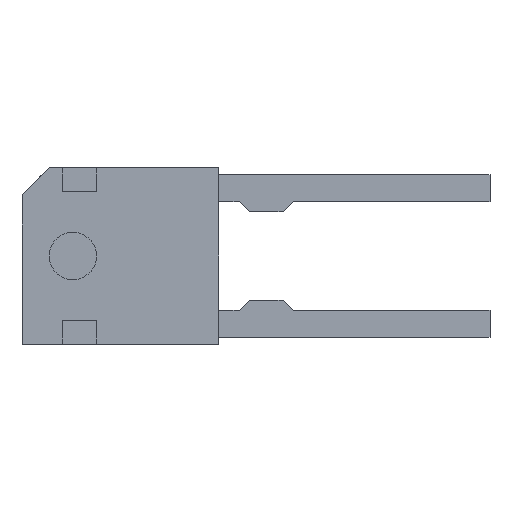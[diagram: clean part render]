
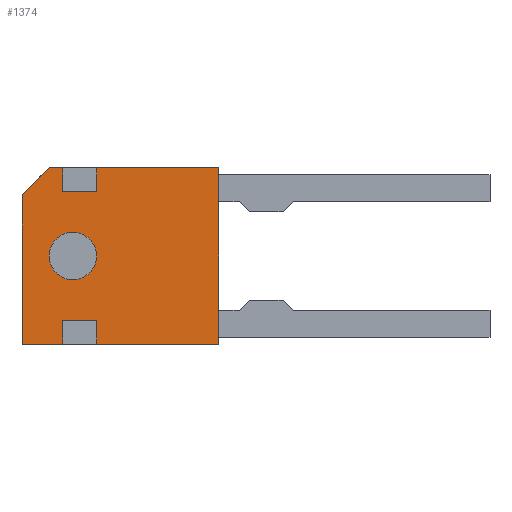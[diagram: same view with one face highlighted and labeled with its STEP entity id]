
A CAD part, left-side view. The second image highlights one B-rep face of the part: STEP entity #1374.
In plain terms, the highlighted planar face has unit normal (-1, 0, 0).
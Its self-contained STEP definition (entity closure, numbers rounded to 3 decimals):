
#7 = LINE ( 'NONE', #2026, #576 ) ;
#64 = CARTESIAN_POINT ( 'NONE',  ( -2.25, -1.45, 1.3 ) ) ;
#87 = VERTEX_POINT ( 'NONE', #2243 ) ;
#137 = CARTESIAN_POINT ( 'NONE',  ( -2.25, 0., 0. ) ) ;
#143 = EDGE_LOOP ( 'NONE', ( #1519, #2277 ) ) ;
#145 = ORIENTED_EDGE ( 'NONE', *, *, #3369, .T. ) ;
#226 = VERTEX_POINT ( 'NONE', #1746 ) ;
#231 = DIRECTION ( 'NONE',  ( 0., 0., -1. ) ) ;
#242 = CARTESIAN_POINT ( 'NONE',  ( -2.25, 0.85, 1.3 ) ) ;
#335 = VECTOR ( 'NONE', #2700, 1000. ) ;
#347 = ORIENTED_EDGE ( 'NONE', *, *, #2341, .T. ) ;
#349 = CARTESIAN_POINT ( 'NONE',  ( -2.25, 0.7, -0.35 ) ) ;
#358 = CIRCLE ( 'NONE', #3352, 0.35 ) ;
#362 = CARTESIAN_POINT ( 'NONE',  ( -2.25, 0.85, 1.3 ) ) ;
#475 = EDGE_LOOP ( 'NONE', ( #2143, #2496, #2086, #624, #3061, #1188, #2710, #1924, #347, #145, #1106, #1613, #1066 ) ) ;
#485 = EDGE_CURVE ( 'NONE', #630, #1595, #2956, .T. ) ;
#487 = DIRECTION ( 'NONE',  ( 1., 0., 0. ) ) ;
#496 = CARTESIAN_POINT ( 'NONE',  ( -2.25, 0.35, 1.3 ) ) ;
#506 = LINE ( 'NONE', #64, #784 ) ;
#539 = VECTOR ( 'NONE', #2760, 1000. ) ;
#550 = CARTESIAN_POINT ( 'NONE',  ( -2.25, -1.45, -1.3 ) ) ;
#567 = LINE ( 'NONE', #496, #1773 ) ;
#576 = VECTOR ( 'NONE', #1788, 1000. ) ;
#604 = CARTESIAN_POINT ( 'NONE',  ( -2.25, 0.85, 0.95 ) ) ;
#624 = ORIENTED_EDGE ( 'NONE', *, *, #2290, .F. ) ;
#630 = VERTEX_POINT ( 'NONE', #349 ) ;
#764 = EDGE_CURVE ( 'NONE', #1324, #2166, #567, .T. ) ;
#770 = CARTESIAN_POINT ( 'NONE',  ( -2.25, 0.35, -1.3 ) ) ;
#784 = VECTOR ( 'NONE', #1910, 1000. ) ;
#796 = VERTEX_POINT ( 'NONE', #2974 ) ;
#815 = VECTOR ( 'NONE', #2894, 1000. ) ;
#843 = VERTEX_POINT ( 'NONE', #604 ) ;
#860 = CARTESIAN_POINT ( 'NONE',  ( -2.25, 1.05, 1.3 ) ) ;
#903 = PLANE ( 'NONE',  #2541 ) ;
#915 = VECTOR ( 'NONE', #2246, 1000. ) ;
#939 = CARTESIAN_POINT ( 'NONE',  ( -2.25, 0.7, 0. ) ) ;
#943 = DIRECTION ( 'NONE',  ( 1., 0., 0. ) ) ;
#1017 = CARTESIAN_POINT ( 'NONE',  ( -2.25, -1.45, -1.3 ) ) ;
#1066 = ORIENTED_EDGE ( 'NONE', *, *, #1986, .F. ) ;
#1106 = ORIENTED_EDGE ( 'NONE', *, *, #2737, .F. ) ;
#1111 = DIRECTION ( 'NONE',  ( 0., 0., 1. ) ) ;
#1188 = ORIENTED_EDGE ( 'NONE', *, *, #2586, .F. ) ;
#1211 = DIRECTION ( 'NONE',  ( 0., 0., -1. ) ) ;
#1259 = VECTOR ( 'NONE', #3274, 1000. ) ;
#1292 = DIRECTION ( 'NONE',  ( 0., 1., 0. ) ) ;
#1296 = LINE ( 'NONE', #3188, #815 ) ;
#1324 = VERTEX_POINT ( 'NONE', #3140 ) ;
#1326 = CARTESIAN_POINT ( 'NONE',  ( -2.25, 0.7, 0. ) ) ;
#1365 = VERTEX_POINT ( 'NONE', #1997 ) ;
#1374 = ADVANCED_FACE ( 'NONE', ( #2147, #2321 ), #903, .F. ) ;
#1427 = LINE ( 'NONE', #2325, #1871 ) ;
#1457 = LINE ( 'NONE', #1555, #2604 ) ;
#1469 = CARTESIAN_POINT ( 'NONE',  ( -2.25, -1.45, -1.3 ) ) ;
#1490 = CARTESIAN_POINT ( 'NONE',  ( -2.25, -1.45, 1.3 ) ) ;
#1519 = ORIENTED_EDGE ( 'NONE', *, *, #3343, .T. ) ;
#1555 = CARTESIAN_POINT ( 'NONE',  ( -2.25, 0.85, 0.95 ) ) ;
#1581 = LINE ( 'NONE', #1490, #539 ) ;
#1595 = VERTEX_POINT ( 'NONE', #3293 ) ;
#1613 = ORIENTED_EDGE ( 'NONE', *, *, #1875, .F. ) ;
#1616 = LINE ( 'NONE', #1721, #915 ) ;
#1636 = EDGE_CURVE ( 'NONE', #3015, #226, #1427, .T. ) ;
#1674 = VERTEX_POINT ( 'NONE', #242 ) ;
#1695 = DIRECTION ( 'NONE',  ( 0., 0., -1. ) ) ;
#1721 = CARTESIAN_POINT ( 'NONE',  ( -2.25, 0.85, -0.95 ) ) ;
#1746 = CARTESIAN_POINT ( 'NONE',  ( -2.25, 1.45, 0.9 ) ) ;
#1773 = VECTOR ( 'NONE', #2130, 1000. ) ;
#1788 = DIRECTION ( 'NONE',  ( 0., 0., 1. ) ) ;
#1840 = CARTESIAN_POINT ( 'NONE',  ( -2.25, 0.35, -1.3 ) ) ;
#1871 = VECTOR ( 'NONE', #2065, 1000. ) ;
#1875 = EDGE_CURVE ( 'NONE', #1365, #2195, #2272, .T. ) ;
#1910 = DIRECTION ( 'NONE',  ( 0., -1., 0. ) ) ;
#1924 = ORIENTED_EDGE ( 'NONE', *, *, #2850, .T. ) ;
#1958 = DIRECTION ( 'NONE',  ( 1., 0., 0. ) ) ;
#1986 = EDGE_CURVE ( 'NONE', #1324, #1365, #506, .T. ) ;
#1997 = CARTESIAN_POINT ( 'NONE',  ( -2.25, -1.45, 1.3 ) ) ;
#2026 = CARTESIAN_POINT ( 'NONE',  ( -2.25, 1.45, -1.3 ) ) ;
#2038 = CARTESIAN_POINT ( 'NONE',  ( -2.25, 1.45, -1.3 ) ) ;
#2065 = DIRECTION ( 'NONE',  ( 0., 0.707, -0.707 ) ) ;
#2079 = CARTESIAN_POINT ( 'NONE',  ( -2.25, 0.85, -0.95 ) ) ;
#2086 = ORIENTED_EDGE ( 'NONE', *, *, #2930, .T. ) ;
#2130 = DIRECTION ( 'NONE',  ( 0., 0., -1. ) ) ;
#2143 = ORIENTED_EDGE ( 'NONE', *, *, #764, .T. ) ;
#2147 = FACE_BOUND ( 'NONE', #143, .T. ) ;
#2166 = VERTEX_POINT ( 'NONE', #2750 ) ;
#2177 = LINE ( 'NONE', #362, #3194 ) ;
#2195 = VERTEX_POINT ( 'NONE', #2534 ) ;
#2219 = VECTOR ( 'NONE', #1292, 1000. ) ;
#2243 = CARTESIAN_POINT ( 'NONE',  ( -2.25, 0.35, -0.95 ) ) ;
#2246 = DIRECTION ( 'NONE',  ( 0., -1., 0. ) ) ;
#2267 = LINE ( 'NONE', #1469, #1259 ) ;
#2272 = LINE ( 'NONE', #550, #335 ) ;
#2277 = ORIENTED_EDGE ( 'NONE', *, *, #485, .T. ) ;
#2290 = EDGE_CURVE ( 'NONE', #3015, #1674, #1581, .T. ) ;
#2321 = FACE_OUTER_BOUND ( 'NONE', #475, .T. ) ;
#2322 = EDGE_CURVE ( 'NONE', #796, #2412, #2267, .T. ) ;
#2325 = CARTESIAN_POINT ( 'NONE',  ( -2.25, 1.05, 1.3 ) ) ;
#2341 = EDGE_CURVE ( 'NONE', #3374, #87, #1616, .T. ) ;
#2412 = VERTEX_POINT ( 'NONE', #2038 ) ;
#2448 = AXIS2_PLACEMENT_3D ( 'NONE', #939, #1958, #1695 ) ;
#2496 = ORIENTED_EDGE ( 'NONE', *, *, #2671, .T. ) ;
#2534 = CARTESIAN_POINT ( 'NONE',  ( -2.25, -1.45, -1.3 ) ) ;
#2541 = AXIS2_PLACEMENT_3D ( 'NONE', #137, #943, #1211 ) ;
#2586 = EDGE_CURVE ( 'NONE', #2412, #226, #7, .T. ) ;
#2604 = VECTOR ( 'NONE', #2940, 1000. ) ;
#2639 = VECTOR ( 'NONE', #231, 1000. ) ;
#2671 = EDGE_CURVE ( 'NONE', #2166, #843, #1457, .T. ) ;
#2700 = DIRECTION ( 'NONE',  ( 0., 0., -1. ) ) ;
#2703 = VERTEX_POINT ( 'NONE', #770 ) ;
#2710 = ORIENTED_EDGE ( 'NONE', *, *, #2322, .F. ) ;
#2737 = EDGE_CURVE ( 'NONE', #2195, #2703, #2887, .T. ) ;
#2750 = CARTESIAN_POINT ( 'NONE',  ( -2.25, 0.35, 0.95 ) ) ;
#2760 = DIRECTION ( 'NONE',  ( 0., -1., 0. ) ) ;
#2839 = LINE ( 'NONE', #1840, #2639 ) ;
#2850 = EDGE_CURVE ( 'NONE', #796, #3374, #1296, .T. ) ;
#2887 = LINE ( 'NONE', #1017, #2219 ) ;
#2894 = DIRECTION ( 'NONE',  ( 0., 0., 1. ) ) ;
#2930 = EDGE_CURVE ( 'NONE', #843, #1674, #2177, .T. ) ;
#2940 = DIRECTION ( 'NONE',  ( 0., 1., 0. ) ) ;
#2956 = CIRCLE ( 'NONE', #2448, 0.35 ) ;
#2974 = CARTESIAN_POINT ( 'NONE',  ( -2.25, 0.85, -1.3 ) ) ;
#3015 = VERTEX_POINT ( 'NONE', #860 ) ;
#3061 = ORIENTED_EDGE ( 'NONE', *, *, #1636, .T. ) ;
#3136 = DIRECTION ( 'NONE',  ( 0., 0., -1. ) ) ;
#3140 = CARTESIAN_POINT ( 'NONE',  ( -2.25, 0.35, 1.3 ) ) ;
#3188 = CARTESIAN_POINT ( 'NONE',  ( -2.25, 0.85, -1.3 ) ) ;
#3194 = VECTOR ( 'NONE', #1111, 1000. ) ;
#3274 = DIRECTION ( 'NONE',  ( 0., 1., 0. ) ) ;
#3293 = CARTESIAN_POINT ( 'NONE',  ( -2.25, 0.7, 0.35 ) ) ;
#3343 = EDGE_CURVE ( 'NONE', #1595, #630, #358, .T. ) ;
#3352 = AXIS2_PLACEMENT_3D ( 'NONE', #1326, #487, #3136 ) ;
#3369 = EDGE_CURVE ( 'NONE', #87, #2703, #2839, .T. ) ;
#3374 = VERTEX_POINT ( 'NONE', #2079 ) ;
